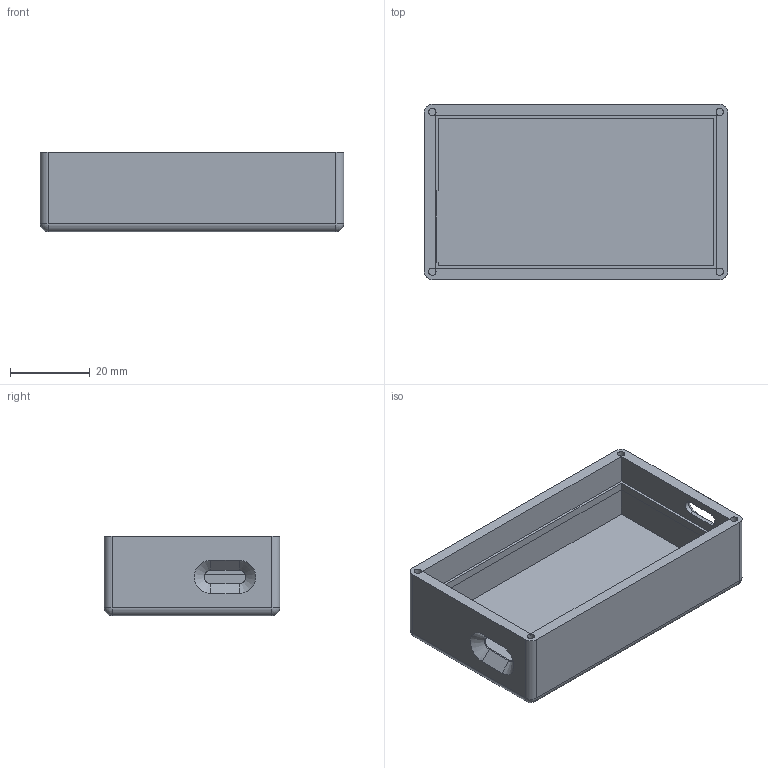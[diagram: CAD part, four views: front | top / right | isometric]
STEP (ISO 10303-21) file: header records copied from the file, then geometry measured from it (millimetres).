
FILE_DESCRIPTION(('FreeCAD Model'),'2;1');
FILE_NAME('Open CASCADE Shape Model','2026-02-15T21:17:32',('Author'),( ''),'Open CASCADE STEP processor 7.8','FreeCAD','Unknown');
FILE_SCHEMA(('AUTOMOTIVE_DESIGN { 1 0 10303 214 1 1 1 1 }'));
Length unit declared in the file: millimetre
Products named in the file (1): Body
Bounding box: 76 x 44 x 19.9 mm (x, y, z)
Volume: 18301.7 mm3; surface area: 15457.7 mm2
Topology: 1 solids, 1 shells, 61 faces, 146 edges, 88 vertices
Faces by surface type: plane 37, cylinder 16, cone 4, sphere 4
Full cylindrical faces by diameter (mm): 1.85 x4
Entity records: 1744 total; most frequent: DIRECTION 304, CARTESIAN_POINT 292, ORIENTED_EDGE 284, EDGE_CURVE 142, LINE 104, VECTOR 104, AXIS2_PLACEMENT_3D 100, VERTEX_POINT 88
